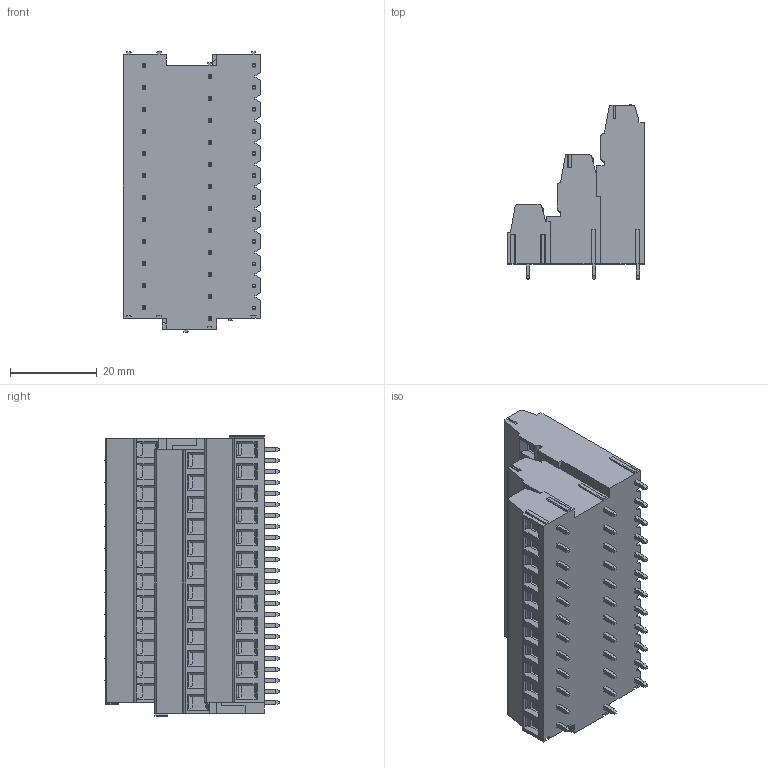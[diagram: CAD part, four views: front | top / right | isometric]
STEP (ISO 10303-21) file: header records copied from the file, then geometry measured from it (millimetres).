
FILE_DESCRIPTION((''),'2;1');
FILE_NAME('3L','2025-02-28T',('yanfa'),(''),'PRO/ENGINEER BY PARAMETRIC TECHNOLOGY CORPORATION, 2009280','PRO/ENGINEER BY PARAMETRIC TECHNOLOGY CORPORATION, 2009280','');
FILE_SCHEMA(('AUTOMOTIVE_DESIGN_CC2 { 1 2 10303 214 -1 1 5 2 }'));
Length unit declared in the file: millimetre
Products named in the file (1): 3L
Bounding box: 31.8 x 40.3 x 64.7 mm (x, y, z)
Volume: 42553.6 mm3; surface area: 14006.8 mm2
Topology: 1 solids, 1 shells, 1803 faces, 4467 edges, 2775 vertices
Faces by surface type: plane 1166, cylinder 375, cone 144, torus 72, sphere 46
Entity records: 53179 total; most frequent: CARTESIAN_POINT 10365, ORIENTED_EDGE 8890, DIRECTION 8773, EDGE_CURVE 4445, VECTOR 3195, LINE 3195, AXIS2_PLACEMENT_3D 2789, VERTEX_POINT 2775
